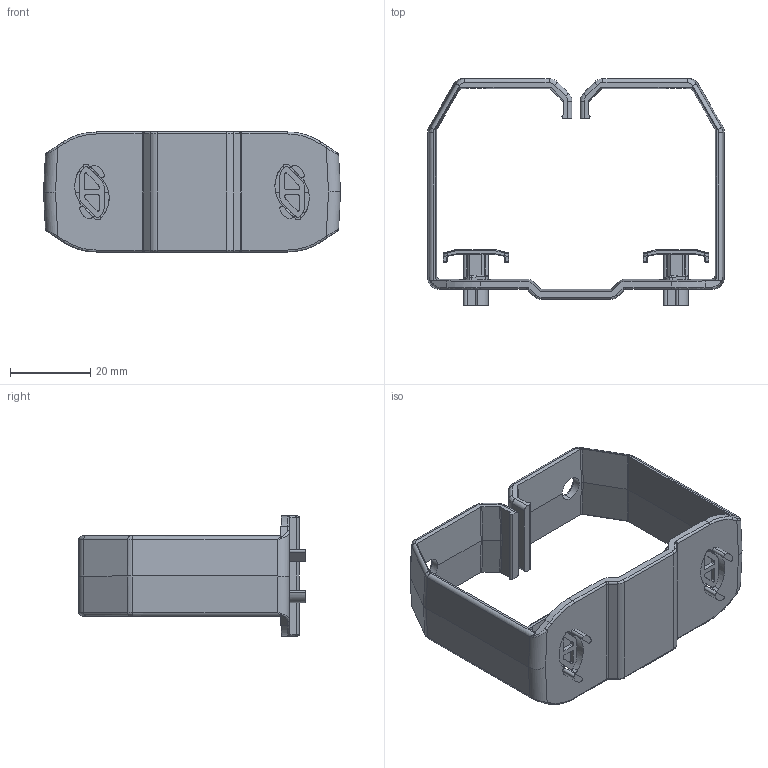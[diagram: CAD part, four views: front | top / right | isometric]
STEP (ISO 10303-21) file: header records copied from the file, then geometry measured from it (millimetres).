
FILE_DESCRIPTION (( 'STEP AP203' ), '1' );
FILE_NAME ('CL-3022.step', '2020-08-27T16:22:59', ( '' ), ( '' ), 'SwSTEP 2.0', 'SolidWorks 2019', '' );
FILE_SCHEMA (( 'CONFIG_CONTROL_DESIGN' ));
Length unit declared in the file: inch
Products named in the file (1): CL-3022
Bounding box: 74.2 x 56.6 x 30 mm (x, y, z)
Volume: 11839.7 mm3; surface area: 13531.6 mm2
Topology: 1 solids, 1 shells, 1025 faces, 2780 edges, 1784 vertices
Faces by surface type: plane 703, cylinder 255, bspline 67
Entity records: 37138 total; most frequent: CARTESIAN_POINT 13423, ORIENTED_EDGE 5560, DIRECTION 3858, EDGE_CURVE 2780, VERTEX_POINT 1784, LINE 1782, VECTOR 1782, EDGE_LOOP 1072
